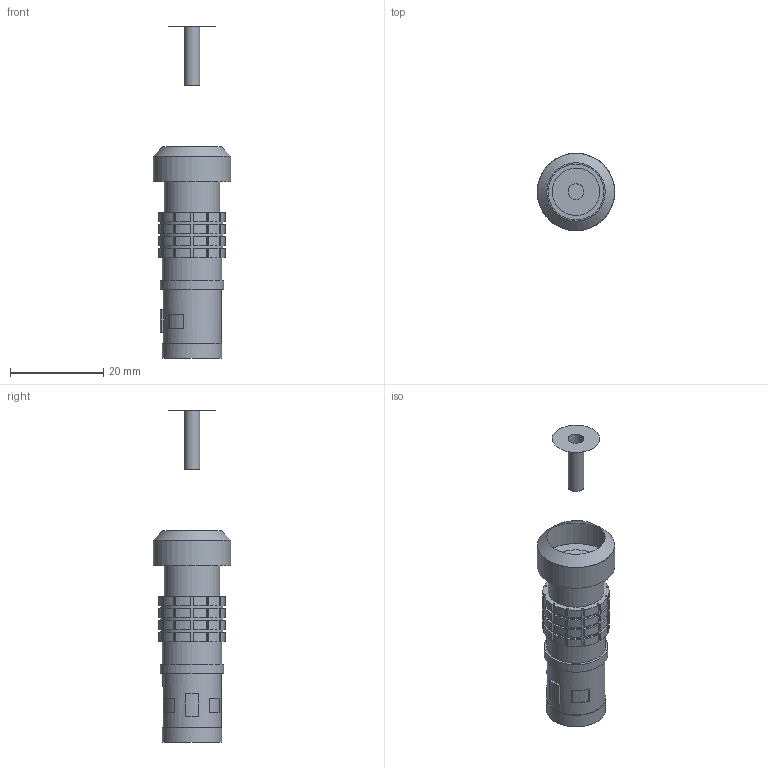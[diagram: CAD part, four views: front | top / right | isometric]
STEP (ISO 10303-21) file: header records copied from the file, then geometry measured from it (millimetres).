
FILE_DESCRIPTION(/* description */ (''),/* implementation_level */ '2;1');
FILE_NAME(/* name */ 'C22.stp',/* time_stamp */ '2020-05-01T15:22:57-04:00',/* author */ ('lcup'),/* organization */ (''),/* preprocessor_version */ 'ST-DEVELOPER v18',/* originating_system */ 'Autodesk Inventor 2020',/* authorisation */ '');
FILE_SCHEMA (('AUTOMOTIVE_DESIGN { 1 0 10303 214 3 1 1 }'));
Length unit declared in the file: inch
Products named in the file (3): C22; C22, 7 PIN LEMO CONNECTOR; cable for c22
Assembly tree (2 placements, depth 2):
  C22
    C22, 7 PIN LEMO CONNECTOR
    cable for c22
Bounding box: 16.64 x 16.64 x 71.2 mm (x, y, z)
Volume: 8740 mm3; surface area: 4112.5 mm2
Topology: 2 solids, 2 shells, 272 faces, 688 edges, 457 vertices
Faces by surface type: plane 194, cylinder 69, sphere 7, cone 2
Full cylindrical faces by diameter (mm): 0.762 x7, 3.418 x1, 6.854 x1, 7.918 x1, 11.559 x1, 11.938 x1, 12.446 x1, 12.7 x2, 13.349 x1, 13.716 x1, 16.637 x1
Entity records: 8385 total; most frequent: DIRECTION 1488, CARTESIAN_POINT 1415, ORIENTED_EDGE 1362, EDGE_CURVE 681, AXIS2_PLACEMENT_3D 530, VERTEX_POINT 457, LINE 428, VECTOR 428
